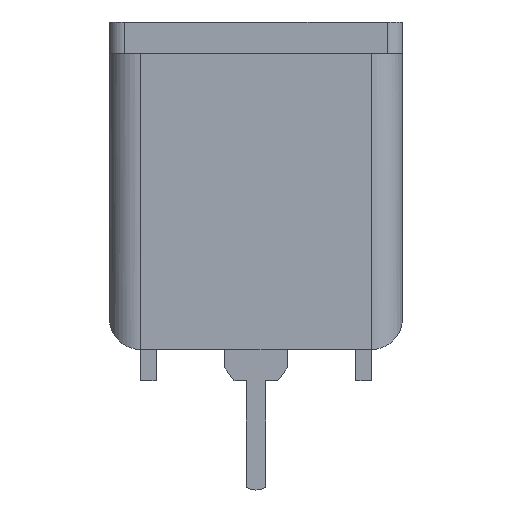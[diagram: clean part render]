
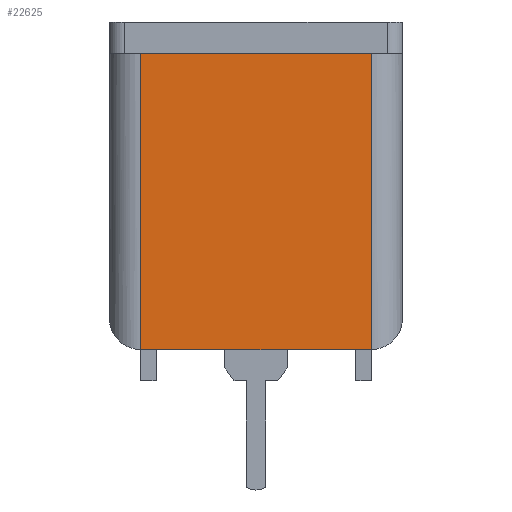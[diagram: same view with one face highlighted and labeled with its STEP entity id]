
A CAD part, left-side view. The second image highlights one B-rep face of the part: STEP entity #22625.
In plain terms, the highlighted planar face has unit normal (-1, 0, 0).
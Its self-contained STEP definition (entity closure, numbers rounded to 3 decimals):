
#1366 = DIRECTION ( 'NONE',  ( 0., -1., 0. ) ) ;
#2259 = CARTESIAN_POINT ( 'NONE',  ( -12.2, 3.7, -9.5 ) ) ;
#2720 = CARTESIAN_POINT ( 'NONE',  ( -12.2, -3.7, -9.5 ) ) ;
#3176 = EDGE_CURVE ( 'NONE', #5277, #18570, #14720, .T. ) ;
#3857 = EDGE_LOOP ( 'NONE', ( #26135, #7412, #8233, #17120 ) ) ;
#4239 = VECTOR ( 'NONE', #22913, 1000. ) ;
#4616 = CARTESIAN_POINT ( 'NONE',  ( -12.2, -4.7, -9.5 ) ) ;
#5277 = VERTEX_POINT ( 'NONE', #2720 ) ;
#6091 = VECTOR ( 'NONE', #12940, 1000. ) ;
#6094 = EDGE_CURVE ( 'NONE', #17758, #5277, #7643, .T. ) ;
#6532 = CARTESIAN_POINT ( 'NONE',  ( -12.2, -3.7, -9.5 ) ) ;
#7070 = CARTESIAN_POINT ( 'NONE',  ( -12.2, 3.7, 0. ) ) ;
#7412 = ORIENTED_EDGE ( 'NONE', *, *, #21811, .T. ) ;
#7536 = CARTESIAN_POINT ( 'NONE',  ( -12.2, -3.7, 0. ) ) ;
#7643 = LINE ( 'NONE', #15986, #22297 ) ;
#7827 = CARTESIAN_POINT ( 'NONE',  ( -12.2, -4.7, 0. ) ) ;
#8233 = ORIENTED_EDGE ( 'NONE', *, *, #6094, .T. ) ;
#10081 = EDGE_CURVE ( 'NONE', #17848, #18570, #12052, .T. ) ;
#10777 = VECTOR ( 'NONE', #1366, 1000. ) ;
#12052 = LINE ( 'NONE', #7827, #10777 ) ;
#12834 = DIRECTION ( 'NONE',  ( 0., 0., 1. ) ) ;
#12940 = DIRECTION ( 'NONE',  ( 0., 0., 1. ) ) ;
#14720 = LINE ( 'NONE', #6532, #6091 ) ;
#15986 = CARTESIAN_POINT ( 'NONE',  ( -12.2, -4.7, -9.5 ) ) ;
#17120 = ORIENTED_EDGE ( 'NONE', *, *, #3176, .T. ) ;
#17343 = FACE_OUTER_BOUND ( 'NONE', #3857, .T. ) ;
#17758 = VERTEX_POINT ( 'NONE', #21056 ) ;
#17848 = VERTEX_POINT ( 'NONE', #7070 ) ;
#18570 = VERTEX_POINT ( 'NONE', #7536 ) ;
#19280 = PLANE ( 'NONE',  #26143 ) ;
#20873 = LINE ( 'NONE', #2259, #4239 ) ;
#21056 = CARTESIAN_POINT ( 'NONE',  ( -12.2, 3.7, -9.5 ) ) ;
#21811 = EDGE_CURVE ( 'NONE', #17848, #17758, #20873, .T. ) ;
#22297 = VECTOR ( 'NONE', #24200, 1000. ) ;
#22625 = ADVANCED_FACE ( 'NONE', ( #17343 ), #19280, .T. ) ;
#22913 = DIRECTION ( 'NONE',  ( 0., 0., -1. ) ) ;
#23635 = DIRECTION ( 'NONE',  ( -1., 0., 0. ) ) ;
#24200 = DIRECTION ( 'NONE',  ( 0., -1., 0. ) ) ;
#26135 = ORIENTED_EDGE ( 'NONE', *, *, #10081, .F. ) ;
#26143 = AXIS2_PLACEMENT_3D ( 'NONE', #4616, #23635, #12834 ) ;
